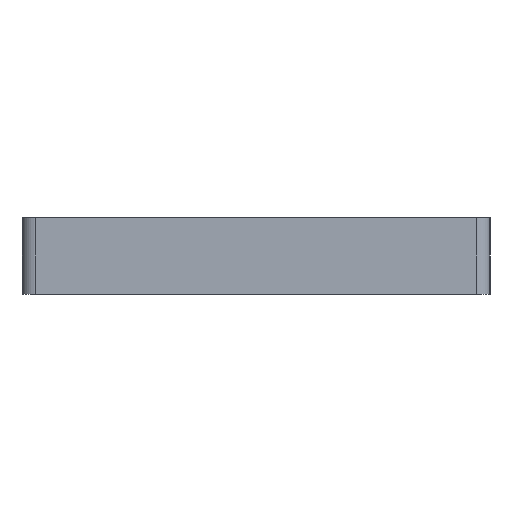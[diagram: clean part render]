
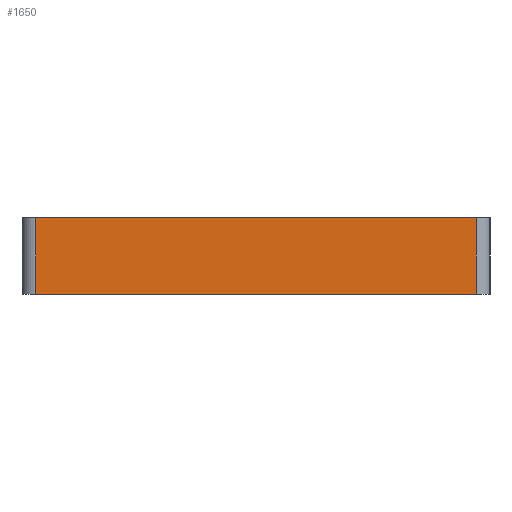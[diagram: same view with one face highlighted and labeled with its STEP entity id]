
A CAD part, left-side view. The second image highlights one B-rep face of the part: STEP entity #1650.
In plain terms, the highlighted planar face has unit normal (-1, 0, 0).
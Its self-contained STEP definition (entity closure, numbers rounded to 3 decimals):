
#5 = CARTESIAN_POINT ( 'NONE',  ( -10., -6., 22. ) ) ;
#30 = FACE_OUTER_BOUND ( 'NONE', #1184, .T. ) ;
#342 = CARTESIAN_POINT ( 'NONE',  ( -10., 120.013, 22. ) ) ;
#343 = VECTOR ( 'NONE', #1957, 1000. ) ;
#509 = CARTESIAN_POINT ( 'NONE',  ( -10., -6., 0. ) ) ;
#535 = DIRECTION ( 'NONE',  ( 0., -1., 0. ) ) ;
#544 = ORIENTED_EDGE ( 'NONE', *, *, #2549, .T. ) ;
#674 = CARTESIAN_POINT ( 'NONE',  ( -10., 0., 22. ) ) ;
#851 = VERTEX_POINT ( 'NONE', #1663 ) ;
#857 = EDGE_CURVE ( 'NONE', #851, #880, #1142, .T. ) ;
#880 = VERTEX_POINT ( 'NONE', #509 ) ;
#988 = EDGE_CURVE ( 'NONE', #1225, #1573, #2423, .T. ) ;
#1142 = LINE ( 'NONE', #5, #2538 ) ;
#1152 = DIRECTION ( 'NONE',  ( 0., 1., 0. ) ) ;
#1184 = EDGE_LOOP ( 'NONE', ( #544, #1924, #2263, #2911 ) ) ;
#1225 = VERTEX_POINT ( 'NONE', #1397 ) ;
#1332 = VECTOR ( 'NONE', #535, 1000. ) ;
#1391 = EDGE_CURVE ( 'NONE', #1225, #851, #2888, .T. ) ;
#1397 = CARTESIAN_POINT ( 'NONE',  ( -10., 120.013, 22. ) ) ;
#1492 = CARTESIAN_POINT ( 'NONE',  ( -10., 0., 22. ) ) ;
#1573 = VERTEX_POINT ( 'NONE', #2058 ) ;
#1650 = ADVANCED_FACE ( 'NONE', ( #30 ), #2070, .F. ) ;
#1663 = CARTESIAN_POINT ( 'NONE',  ( -10., -6., 22. ) ) ;
#1688 = VECTOR ( 'NONE', #2906, 1000. ) ;
#1924 = ORIENTED_EDGE ( 'NONE', *, *, #857, .F. ) ;
#1957 = DIRECTION ( 'NONE',  ( 0., -1., 0. ) ) ;
#2058 = CARTESIAN_POINT ( 'NONE',  ( -10., 120.013, 0. ) ) ;
#2070 = PLANE ( 'NONE',  #2149 ) ;
#2074 = DIRECTION ( 'NONE',  ( 0., 0., -1. ) ) ;
#2149 = AXIS2_PLACEMENT_3D ( 'NONE', #674, #2571, #1152 ) ;
#2263 = ORIENTED_EDGE ( 'NONE', *, *, #1391, .F. ) ;
#2423 = LINE ( 'NONE', #342, #1688 ) ;
#2444 = CARTESIAN_POINT ( 'NONE',  ( -10., 0., 0. ) ) ;
#2538 = VECTOR ( 'NONE', #2074, 1000. ) ;
#2549 = EDGE_CURVE ( 'NONE', #1573, #880, #2673, .T. ) ;
#2571 = DIRECTION ( 'NONE',  ( 1., 0., 0. ) ) ;
#2673 = LINE ( 'NONE', #2444, #343 ) ;
#2888 = LINE ( 'NONE', #1492, #1332 ) ;
#2906 = DIRECTION ( 'NONE',  ( 0., 0., -1. ) ) ;
#2911 = ORIENTED_EDGE ( 'NONE', *, *, #988, .T. ) ;
